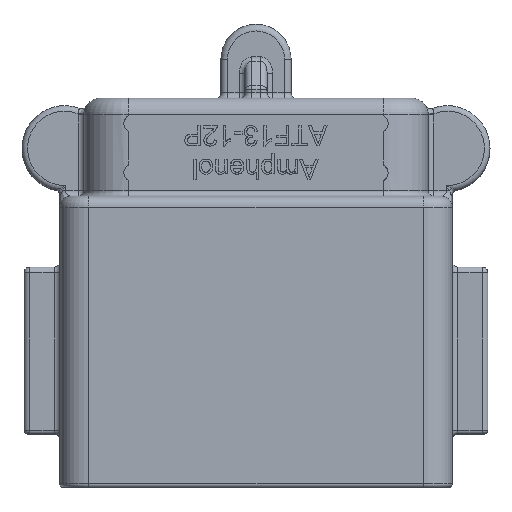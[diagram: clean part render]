
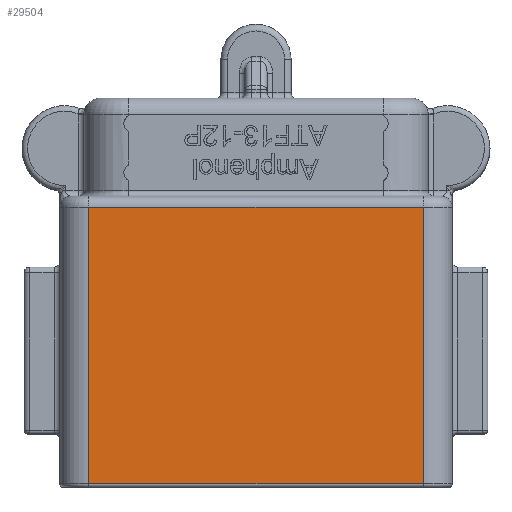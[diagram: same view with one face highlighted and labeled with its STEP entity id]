
A CAD part, top view. The second image highlights one B-rep face of the part: STEP entity #29504.
In plain terms, the highlighted planar face has unit normal (0, 0, 1).
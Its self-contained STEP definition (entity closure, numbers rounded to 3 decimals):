
#10850=DIRECTION('',(0.,1.,0.));
#10851=VECTOR('',#10850,24.8);
#10852=CARTESIAN_POINT('',(-14.975,0.2,11.1));
#10853=LINE('',#10852,#10851);
#10859=DIRECTION('',(1.,0.,0.));
#10860=VECTOR('',#10859,29.95);
#10861=CARTESIAN_POINT('',(-14.975,25.,11.1));
#10862=LINE('',#10861,#10860);
#10863=DIRECTION('',(0.,1.,0.));
#10864=VECTOR('',#10863,24.8);
#10865=CARTESIAN_POINT('',(14.975,0.2,11.1));
#10866=LINE('',#10865,#10864);
#10867=DIRECTION('',(-1.,0.,0.));
#10868=VECTOR('',#10867,29.95);
#10869=CARTESIAN_POINT('',(14.975,0.2,11.1));
#10870=LINE('',#10869,#10868);
#12999=CARTESIAN_POINT('',(14.975,0.2,11.1));
#13000=CARTESIAN_POINT('',(-14.975,0.2,11.1));
#13001=VERTEX_POINT('',#12999);
#13002=VERTEX_POINT('',#13000);
#13532=CARTESIAN_POINT('',(14.975,25.,11.1));
#13534=VERTEX_POINT('',#13532);
#13538=CARTESIAN_POINT('',(-14.975,25.,11.1));
#13539=VERTEX_POINT('',#13538);
#29493=CARTESIAN_POINT('',(-17.125,0.,11.1));
#29494=DIRECTION('',(0.,0.,1.));
#29495=DIRECTION('',(1.,0.,0.));
#29496=AXIS2_PLACEMENT_3D('',#29493,#29494,#29495);
#29497=PLANE('',#29496);
#29498=ORIENTED_EDGE('',*,*,#29393,.T.);
#29499=ORIENTED_EDGE('',*,*,#29421,.F.);
#29500=ORIENTED_EDGE('',*,*,#29448,.T.);
#29501=ORIENTED_EDGE('',*,*,#29486,.T.);
#29502=EDGE_LOOP('',(#29498,#29499,#29500,#29501));
#29503=FACE_OUTER_BOUND('',#29502,.F.);
#29504=ADVANCED_FACE('',(#29503),#29497,.T.);
#29393=EDGE_CURVE('',#13539,#13534,#10862,.T.);
#29421=EDGE_CURVE('',#13001,#13534,#10866,.T.);
#29448=EDGE_CURVE('',#13001,#13002,#10870,.T.);
#29486=EDGE_CURVE('',#13002,#13539,#10853,.T.);
